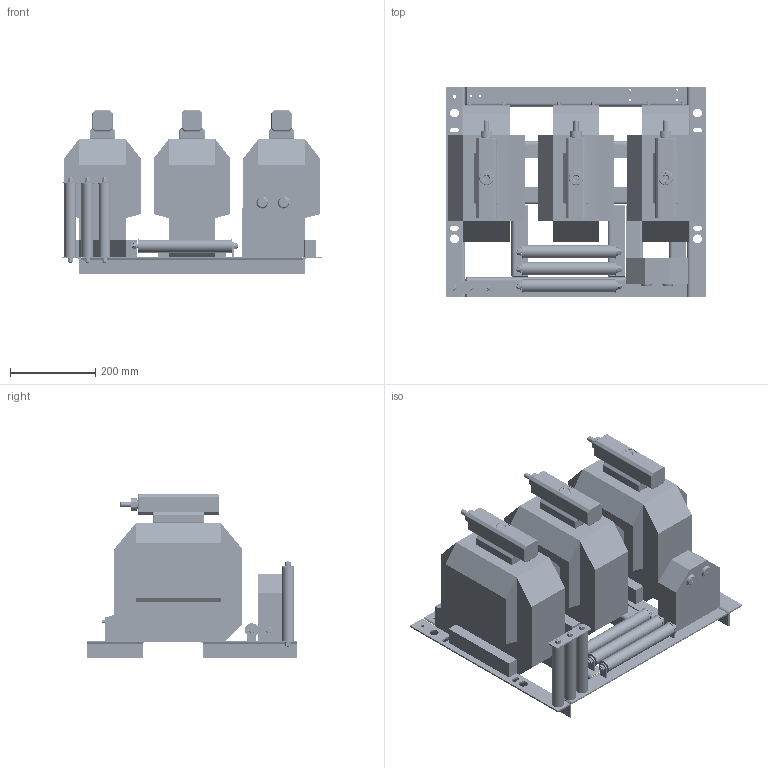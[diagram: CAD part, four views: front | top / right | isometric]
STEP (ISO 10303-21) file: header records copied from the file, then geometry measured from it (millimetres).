
FILE_DESCRIPTION(('STEP AP242'), '1');
FILE_NAME('ÝÊ.1.756.003 3õÇÍÎËÏ Ì2 ÒÀ 3-6-10êÂ', '', ('UNSPECIFIED'), ('UNSPECIFIED'), 'ASCON STEP Converter 1.6', 'ASCON Math Kernel', '');
FILE_SCHEMA(('AP242_MANAGED_MODEL_BASED_3D_ENGINEERING_MIM_LF { 1 0 10303 442 1 1 4 }'));
Length unit declared in the file: millimetre
Products named in the file (43): 鎗鵻罻 楟.8.211.004; 4
Assembly tree (88 placements, depth 5):
  (unnamed)
    (unnamed)
      (unnamed)
      (unnamed)
      (unnamed)
      (unnamed)
      (unnamed)  x2
      (unnamed)  x2
      (unnamed)
      (unnamed)
      (unnamed)  x6
    (unnamed)  x3
      (unnamed)
      (unnamed)
      鎗鵻罻 楟.8.211.004
      (unnamed)
      (unnamed)
      (unnamed)
        (unnamed)
        (unnamed)
          (unnamed)
          (unnamed)
          (unnamed)
          (unnamed)
          (unnamed)
        (unnamed)
        (unnamed)
        (unnamed)
        (unnamed)
      (unnamed)
      (unnamed)
      (unnamed)
        (unnamed)
        (unnamed)
        (unnamed)
    (unnamed)
    4  x3
    (unnamed)  x3
    (unnamed)
    (unnamed)  x3
    (unnamed)  x3
    (unnamed)  x6
    (unnamed)  x12
Bounding box: 610 x 490 x 383.5 mm (x, y, z)
Volume: 38738659.3 mm3; surface area: 2273257.6 mm2
Topology: 171 solids, 171 shells, 4981 faces, 12088 edges, 7634 vertices
Faces by surface type: plane 2597, cylinder 1624, cone 369, torus 241, sphere 87, bspline 63
Full cylindrical faces by diameter (mm): 0.007 x3, 2.5 x6, 4 x42, 4.134 x6, 4.917 x15, 5 x12, 6 x23, 6.4 x15, 6.647 x12, 6.8 x12, 7 x3, 8 x24, 8.376 x3, 8.4 x3, 8.5 x12, 8.95 x3, 9 x6, 10 x48, 10.106 x12, 10.5 x3, 10.8 x2, 11.16 x12, 12 x20, 12.114 x3, 13 x3, 14 x6, 15 x14, 17 x42, 17.2 x3, 17.294 x3
Entity records: 76123 total; most frequent: CARTESIAN_POINT 25242, DIRECTION 7709, ORIENTED_EDGE 6894, EDGE_CURVE 3447, AXIS2_PLACEMENT_3D 2878, VERTEX_POINT 2352, LINE 1953, VECTOR 1953
